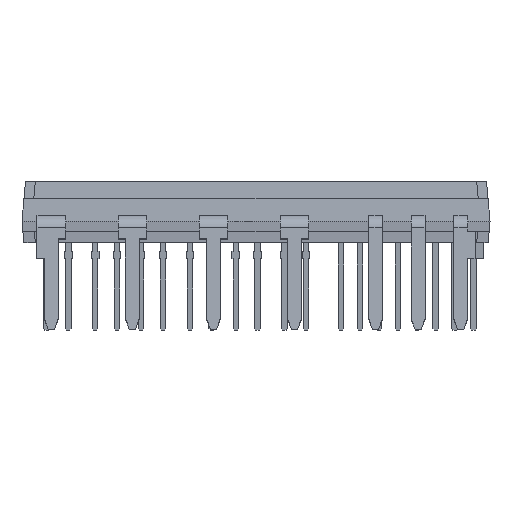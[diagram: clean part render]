
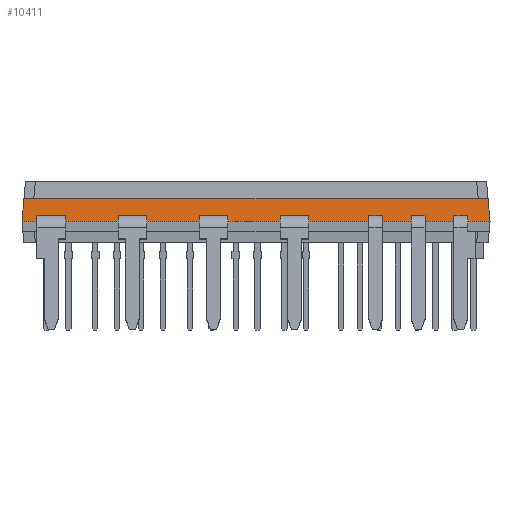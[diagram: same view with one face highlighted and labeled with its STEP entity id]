
A CAD part, top view. The second image highlights one B-rep face of the part: STEP entity #10411.
In plain terms, the highlighted planar face has unit normal (0, 0.087, 0.996).
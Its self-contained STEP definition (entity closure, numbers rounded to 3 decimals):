
#248 = ORIENTED_EDGE ( 'NONE', *, *, #4273, .T. ) ;
#920 = ORIENTED_EDGE ( 'NONE', *, *, #11582, .T. ) ;
#2353 = LINE ( 'NONE', #6086, #14178 ) ;
#2765 = DIRECTION ( 'NONE',  ( 1., 0., 0. ) ) ;
#3344 = CARTESIAN_POINT ( 'NONE',  ( -22., 0., 13.4 ) ) ;
#3526 = CARTESIAN_POINT ( 'NONE',  ( -21.814, 2.125, 13.214 ) ) ;
#3795 = VERTEX_POINT ( 'NONE', #3344 ) ;
#3905 = PLANE ( 'NONE',  #13047 ) ;
#3989 = EDGE_CURVE ( 'NONE', #5237, #10016, #13790, .T. ) ;
#4128 = CARTESIAN_POINT ( 'NONE',  ( -22., 0., 13.4 ) ) ;
#4273 = EDGE_CURVE ( 'NONE', #3795, #10016, #2353, .T. ) ;
#5237 = VERTEX_POINT ( 'NONE', #5336 ) ;
#5336 = CARTESIAN_POINT ( 'NONE',  ( 21.814, 2.125, 13.214 ) ) ;
#5346 = VERTEX_POINT ( 'NONE', #3526 ) ;
#6086 = CARTESIAN_POINT ( 'NONE',  ( -22., 0., 13.4 ) ) ;
#6202 = DIRECTION ( 'NONE',  ( 1., 0., 0. ) ) ;
#6655 = CARTESIAN_POINT ( 'NONE',  ( -22., 2.125, 13.214 ) ) ;
#7416 = ORIENTED_EDGE ( 'NONE', *, *, #16657, .F. ) ;
#7876 = FACE_OUTER_BOUND ( 'NONE', #17366, .T. ) ;
#7954 = ORIENTED_EDGE ( 'NONE', *, *, #3989, .F. ) ;
#10016 = VERTEX_POINT ( 'NONE', #12286 ) ;
#10121 = DIRECTION ( 'NONE',  ( 0.087, -0.992, 0.087 ) ) ;
#10411 = ADVANCED_FACE ( 'NONE', ( #7876 ), #3905, .T. ) ;
#10523 = CARTESIAN_POINT ( 'NONE',  ( -22., 0., 13.4 ) ) ;
#10604 = DIRECTION ( 'NONE',  ( 0., 0.087, 0.996 ) ) ;
#11020 = LINE ( 'NONE', #6655, #16712 ) ;
#11582 = EDGE_CURVE ( 'NONE', #5346, #3795, #16563, .T. ) ;
#11898 = DIRECTION ( 'NONE',  ( -0.087, -0.992, 0.087 ) ) ;
#12286 = CARTESIAN_POINT ( 'NONE',  ( 22., 0., 13.4 ) ) ;
#13047 = AXIS2_PLACEMENT_3D ( 'NONE', #4128, #10604, #2765 ) ;
#13432 = VECTOR ( 'NONE', #10121, 1000. ) ;
#13790 = LINE ( 'NONE', #16125, #13432 ) ;
#14178 = VECTOR ( 'NONE', #6202, 1000. ) ;
#16125 = CARTESIAN_POINT ( 'NONE',  ( 22., 0., 13.4 ) ) ;
#16299 = VECTOR ( 'NONE', #11898, 1000. ) ;
#16563 = LINE ( 'NONE', #10523, #16299 ) ;
#16657 = EDGE_CURVE ( 'NONE', #5346, #5237, #11020, .T. ) ;
#16712 = VECTOR ( 'NONE', #17757, 1000. ) ;
#17366 = EDGE_LOOP ( 'NONE', ( #7416, #920, #248, #7954 ) ) ;
#17757 = DIRECTION ( 'NONE',  ( 1., 0., 0. ) ) ;
